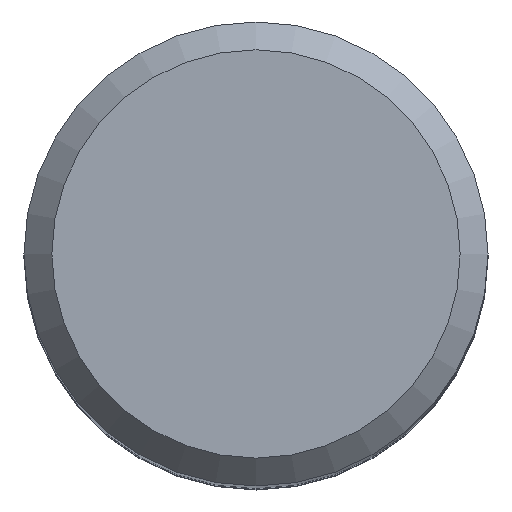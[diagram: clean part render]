
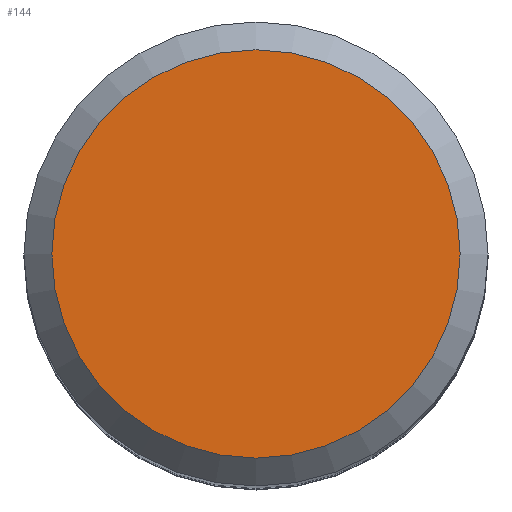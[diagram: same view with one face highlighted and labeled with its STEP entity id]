
A CAD part, top view. The second image highlights one B-rep face of the part: STEP entity #144.
In plain terms, the highlighted planar face has unit normal (0, 0, 1).
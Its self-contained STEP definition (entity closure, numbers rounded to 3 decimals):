
#116=FACE_OUTER_BOUND('',#207,.T.);
#119=PLANE('',#328);
#144=ADVANCED_FACE('',(#116),#119,.F.);
#207=EDGE_LOOP('',(#241));
#241=ORIENTED_EDGE('',*,*,#281,.F.);
#264=VERTEX_POINT('',#473);
#281=EDGE_CURVE('',#264,#264,#298,.T.);
#298=CIRCLE('',#327,11.);
#327=AXIS2_PLACEMENT_3D('',#472,#386,#387);
#328=AXIS2_PLACEMENT_3D('',#474,#388,#389);
#386=DIRECTION('',(0.,0.,-1.));
#387=DIRECTION('',(-1.,0.,0.));
#388=DIRECTION('',(0.,0.,-1.));
#389=DIRECTION('',(-1.,0.,0.));
#472=CARTESIAN_POINT('',(0.,0.,0.));
#473=CARTESIAN_POINT('',(-11.,0.,0.));
#474=CARTESIAN_POINT('',(0.,0.,0.));
